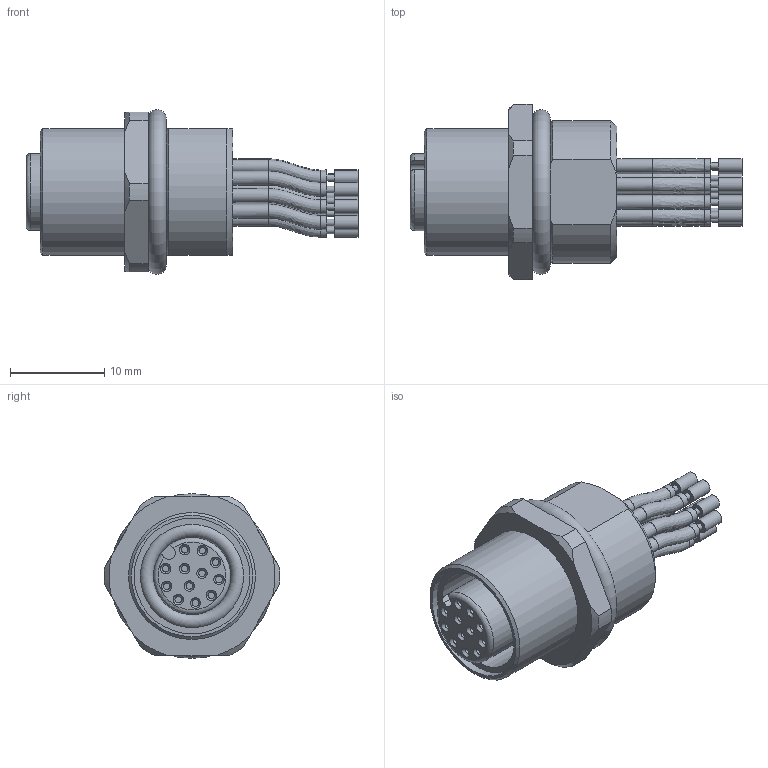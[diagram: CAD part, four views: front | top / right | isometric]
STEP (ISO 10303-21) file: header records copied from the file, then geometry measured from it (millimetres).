
FILE_DESCRIPTION(/* description */ (''),/* implementation_level */ '2;1');
FILE_NAME(/* name */ 'AL-FVM12EKUA12-m_PG9.stp',/* time_stamp */ '2019-01-11T08:27:41+01:00',/* author */ (''),/* organization */ (''),/* preprocessor_version */ 'ST-DEVELOPER v16',/* originating_system */ 'SIEMENS PLM Software NX 10.0',/* authorisation */ '');
FILE_SCHEMA (('AUTOMOTIVE_DESIGN { 1 0 10303 214 3 1 1 1 }'));
Length unit declared in the file: millimetre
Products named in the file (1): v.sh12C8C3725mzt
Bounding box: 35.3 x 18.69 x 17.5 mm (x, y, z)
Volume: 3520.5 mm3; surface area: 3339.5 mm2
Topology: 3 solids, 3 shells, 184 faces, 388 edges, 260 vertices
Faces by surface type: cylinder 74, plane 69, cone 25, bspline 12, torus 4
Full cylindrical faces by diameter (mm): 0.7 x24, 1.5 x36, 10.985 x1, 12.3 x1, 13.5 x2
Entity records: 4920 total; most frequent: CARTESIAN_POINT 1606, DIRECTION 696, ORIENTED_EDGE 484, EDGE_LOOP 328, AXIS2_PLACEMENT_3D 327, FACE_BOUND 272, EDGE_CURVE 242, VERTEX_POINT 210
